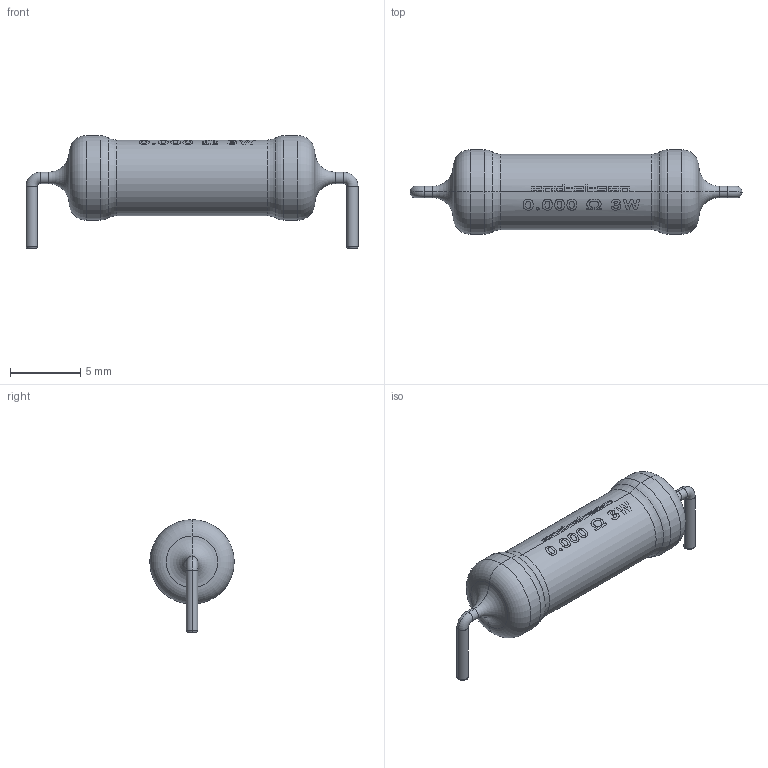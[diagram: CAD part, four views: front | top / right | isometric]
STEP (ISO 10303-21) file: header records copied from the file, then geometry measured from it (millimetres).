
FILE_DESCRIPTION (( 'STEP AP214' ), '1' );
FILE_NAME ('User Library-Res90 3W SilCoat.STEP', '2022-02-07T10:06:58', ( '' ), ( '' ), 'SwSTEP 2.0', 'SolidWorks 2021', '' );
FILE_SCHEMA (( 'AUTOMOTIVE_DESIGN' ));
Length unit declared in the file: millimetre
Products named in the file (1): User Library-Res90 3W SilCoat
Bounding box: 23.67 x 6.02 x 8.03 mm (x, y, z)
Volume: 433.1 mm3; surface area: 382.2 mm2
Topology: 1 solids, 1 shells, 68 faces, 263 edges, 215 vertices
Faces by surface type: cylinder 42, torus 24, plane 2
Entity records: 4249 total; most frequent: CARTESIAN_POINT 1585, ORIENTED_EDGE 526, DIRECTION 440, EDGE_CURVE 263, VERTEX_POINT 215, AXIS2_PLACEMENT_3D 181, CIRCLE 112, EDGE_LOOP 86
